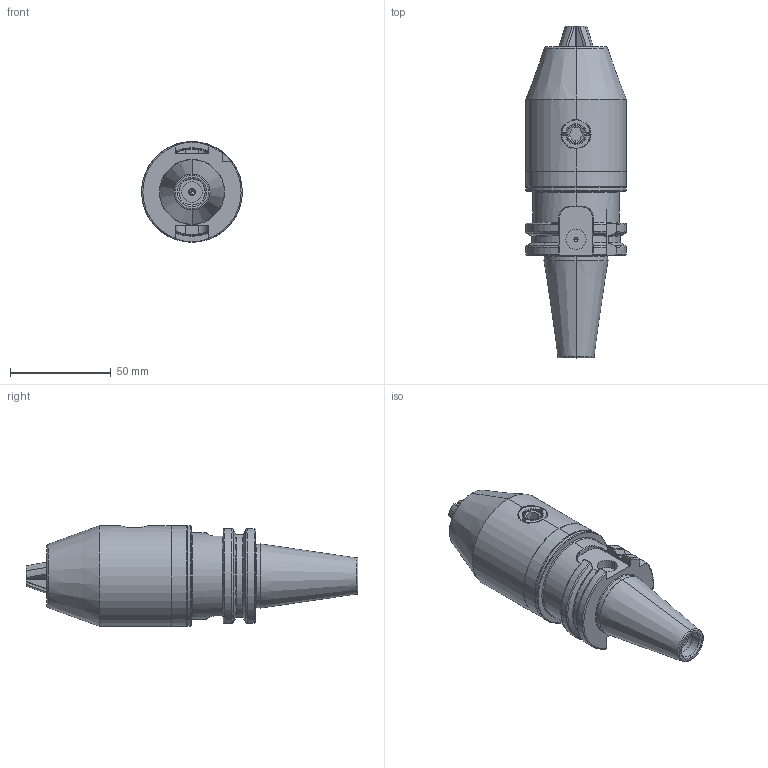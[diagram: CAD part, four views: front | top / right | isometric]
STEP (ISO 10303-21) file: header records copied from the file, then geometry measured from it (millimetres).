
FILE_DESCRIPTION (( 'STEP AP203' ), '1' );
FILE_NAME ('302.15.13-F09411B.STEP', '2017-04-10T10:05:42', ( '' ), ( '' ), 'SwSTEP 2.0', 'SolidWorks 2013', '' );
FILE_SCHEMA (( 'CONFIG_CONTROL_DESIGN' ));
Length unit declared in the file: millimetre
Products named in the file (13): 1331402-05B; 1331402-06E; 1331402-08B; 1332401-103E; F09411-01B; SB01-8001; 1331402-01B; KR02-9096; 1331402-B02; 1331402D; 1331503-03B; 302.15.13-F09411B; 1331402-04D
Assembly tree (13 placements, depth 3):
  KR02-9096
  302.15.13-F09411B
    F09411-01B
    1331402D
      1331402-01B
      1331402-B02
      1331503-03B
      1331402-04D
      1331402-05B
      1331402-06E
      1331402-08B
      1332401-103E  x3
      SB01-8001
Bounding box: 50 x 164.94 x 50 mm (x, y, z)
Volume: 169719.9 mm3; surface area: 69035.9 mm2
Topology: 12 solids, 12 shells, 1073 faces, 2855 edges, 1808 vertices
Faces by surface type: cylinder 394, plane 296, cone 242, torus 90, bspline 51
Entity records: 46296 total; most frequent: CARTESIAN_POINT 21662, ORIENTED_EDGE 5386, DIRECTION 4292, EDGE_CURVE 2693, AXIS2_PLACEMENT_3D 1732, VERTEX_POINT 1718, EDGE_LOOP 1075, ADVANCED_FACE 1017
